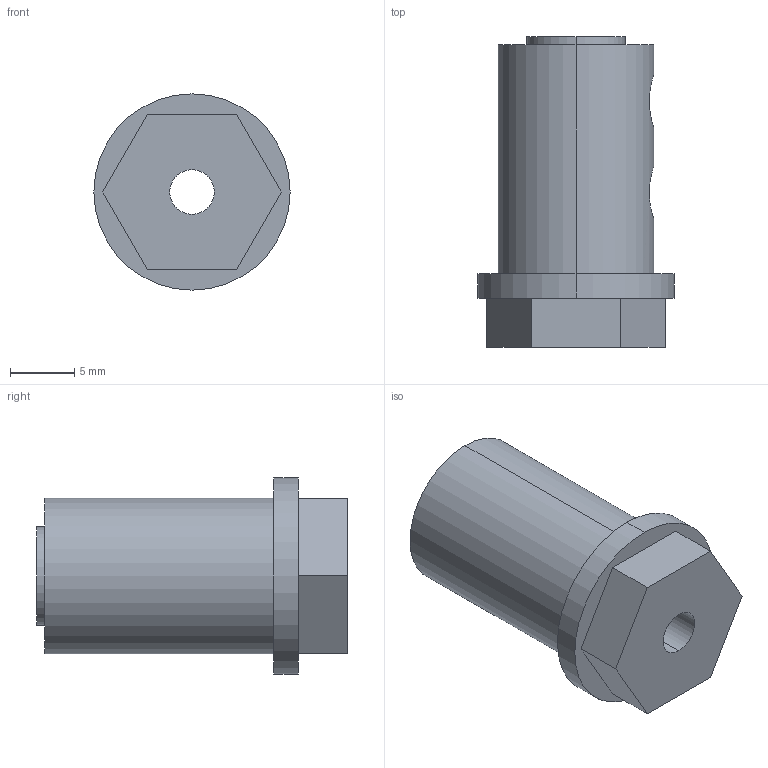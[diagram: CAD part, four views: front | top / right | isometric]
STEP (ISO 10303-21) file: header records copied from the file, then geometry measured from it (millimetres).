
FILE_DESCRIPTION (( 'STEP AP203' ), '1' );
FILE_NAME ('545648.STEP', '2014-07-11T18:17:36', ( 'Kyle' ), ( 'Microsoft' ), 'SwSTEP 2.0', 'SolidWorks 2014', '' );
FILE_SCHEMA (( 'CONFIG_CONTROL_DESIGN' ));
Length unit declared in the file: inch
Products named in the file (1): 545648
Bounding box: 15.24 x 24.13 x 15.24 mm (x, y, z)
Volume: 2500.1 mm3; surface area: 1629.6 mm2
Topology: 1 solids, 1 shells, 33 faces, 78 edges, 48 vertices
Faces by surface type: cylinder 16, plane 15, cone 2
Entity records: 1267 total; most frequent: CARTESIAN_POINT 408, DIRECTION 166, ORIENTED_EDGE 156, EDGE_CURVE 78, AXIS2_PLACEMENT_3D 62, VERTEX_POINT 48, LINE 42, VECTOR 42
